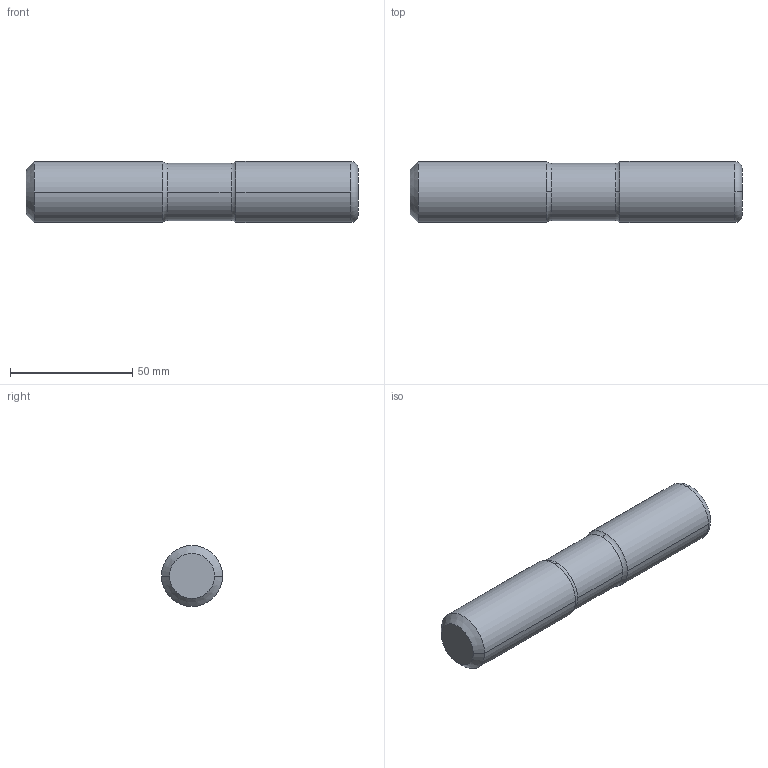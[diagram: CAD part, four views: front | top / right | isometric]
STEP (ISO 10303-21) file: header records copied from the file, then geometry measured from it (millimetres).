
FILE_DESCRIPTION(('STEP AP214'),'1');
FILE_NAME('608059709-000-00-E43.stp','2024-02-28T07:03:21',(' '),(' '),'Spatial InterOp 3D',' ',' ');
FILE_SCHEMA(('AUTOMOTIVE_DESIGN { 1 0 10303 214 1 1 1 1 }'));
Length unit declared in the file: millimetre
Products named in the file (1): 1
Bounding box: 136 x 25 x 25 mm (x, y, z)
Volume: 64581.6 mm3; surface area: 12266.5 mm2
Topology: 2 solids, 2 shells, 18 faces, 57 edges, 44 vertices
Faces by surface type: torus 6, cylinder 6, plane 4, cone 2
Entity records: 822 total; most frequent: DIRECTION 136, CARTESIAN_POINT 106, ORIENTED_EDGE 84, AXIS2_PLACEMENT_3D 58, EDGE_CURVE 42, CIRCLE 37, VERTEX_POINT 28, STYLED_ITEM 21
